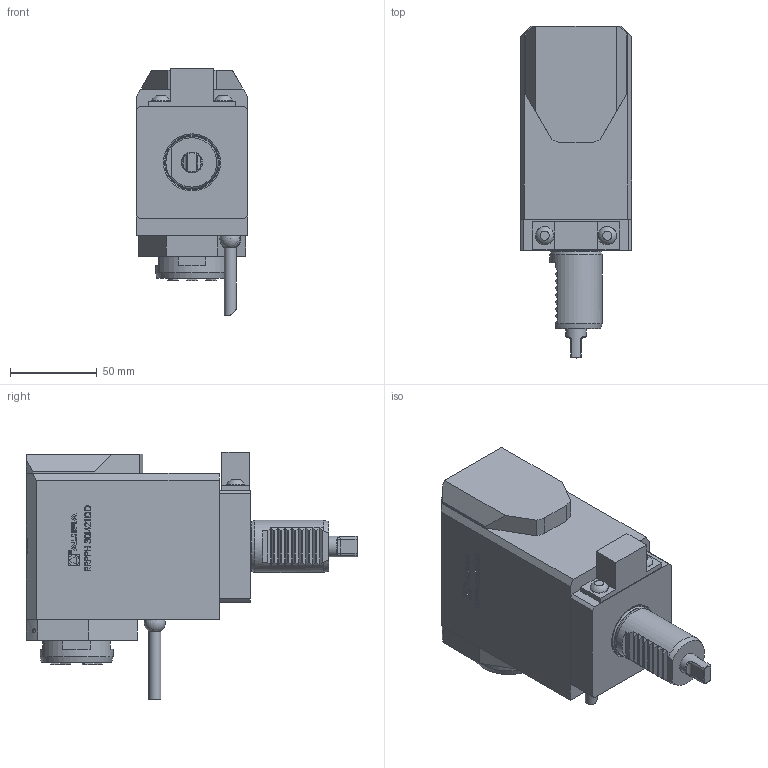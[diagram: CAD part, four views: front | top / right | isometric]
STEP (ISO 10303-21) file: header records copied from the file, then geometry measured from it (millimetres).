
FILE_DESCRIPTION (( 'STEP AP214' ), '1' );
FILE_NAME ('RRPPH30I421DD.STEP', '2024-10-17T09:53:31', ( '' ), ( '' ), 'SwSTEP 2.0', 'SolidWorks 2023', '' );
FILE_SCHEMA (( 'AUTOMOTIVE_DESIGN' ));
Length unit declared in the file: millimetre
Products named in the file (1): RRPPH30I421DD
Bounding box: 64 x 190.75 x 142 mm (x, y, z)
Volume: 803935.9 mm3; surface area: 61788 mm2
Topology: 1 solids, 1 shells, 509 faces, 1311 edges, 863 vertices
Faces by surface type: plane 315, cylinder 89, bspline 86, cone 13, torus 3, sphere 3
Full cylindrical faces by diameter (mm): 1.7 x1, 2.1 x1, 4 x1, 6.366 x1, 7 x1, 10.5 x2, 12 x1, 29.1 x1, 30 x1, 42 x1
Entity records: 23280 total; most frequent: CARTESIAN_POINT 8655, ORIENTED_EDGE 2546, DIRECTION 2003, EDGE_CURVE 1273, VERTEX_POINT 852, LINE 839, VECTOR 839, AXIS2_PLACEMENT_3D 582
